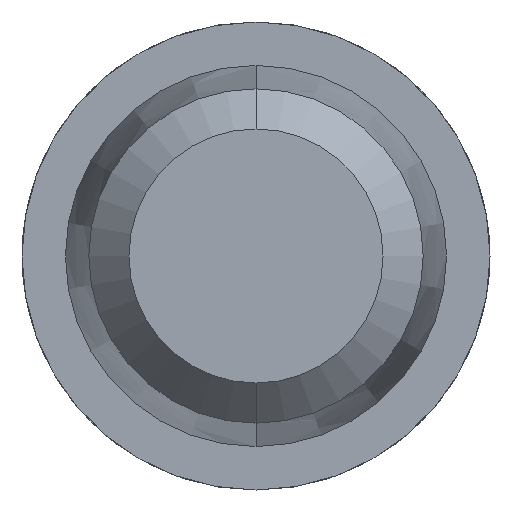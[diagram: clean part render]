
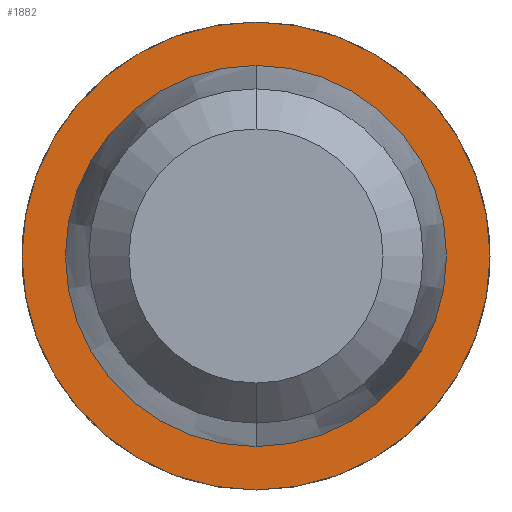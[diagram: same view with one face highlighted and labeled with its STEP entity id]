
A CAD part, front view. The second image highlights one B-rep face of the part: STEP entity #1882.
In plain terms, the highlighted planar face has unit normal (0, -1, 0).
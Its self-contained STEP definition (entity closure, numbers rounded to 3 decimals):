
#101 = AXIS2_PLACEMENT_3D ( 'NONE', #866, #530, #1811 ) ;
#182 = AXIS2_PLACEMENT_3D ( 'NONE', #3842, #1950, #708 ) ;
#316 = EDGE_CURVE ( 'Defeature ausgef�hrt1_14+Defeature ausgef�hrt1_15+Defeature ausgef�hrt1_15+Defeature ausgef�hrt1_15', #1189, #1790, #3702, .T. ) ;
#322 = AXIS2_PLACEMENT_3D ( 'NONE', #889, #543, #1205 ) ;
#530 = DIRECTION ( 'NONE',  ( 0., -1., 0. ) ) ;
#542 = CIRCLE ( 'NONE', #3798, 0.7 ) ;
#543 = DIRECTION ( 'NONE',  ( 0., -1., 0. ) ) ;
#607 = CARTESIAN_POINT ( 'NONE',  ( 0., 26., -0.57 ) ) ;
#708 = DIRECTION ( 'NONE',  ( 0., 0., -1. ) ) ;
#866 = CARTESIAN_POINT ( 'NONE',  ( 0., 26., 0. ) ) ;
#889 = CARTESIAN_POINT ( 'NONE',  ( 0., 26., 0. ) ) ;
#986 = ORIENTED_EDGE ( 'NONE', *, *, #2425, .F. ) ;
#1097 = VERTEX_POINT ( 'NONE', #2494 ) ;
#1189 = VERTEX_POINT ( 'NONE', #3779 ) ;
#1205 = DIRECTION ( 'NONE',  ( 0., 0., -1. ) ) ;
#1368 = FACE_BOUND ( 'NONE', #1731, .T. ) ;
#1422 = EDGE_LOOP ( 'NONE', ( #1718, #2232 ) ) ;
#1639 = PLANE ( 'NONE',  #182 ) ;
#1718 = ORIENTED_EDGE ( 'NONE', *, *, #2874, .T. ) ;
#1731 = EDGE_LOOP ( 'NONE', ( #2994, #986 ) ) ;
#1778 = VERTEX_POINT ( 'NONE', #2249 ) ;
#1790 = VERTEX_POINT ( 'NONE', #607 ) ;
#1808 = DIRECTION ( 'NONE',  ( 0., -1., 0. ) ) ;
#1811 = DIRECTION ( 'NONE',  ( 0., 0., -1. ) ) ;
#1882 = ADVANCED_FACE ( 'Defeature ausgef�hrt1_15', ( #2804, #1368 ), #1639, .T. ) ;
#1950 = DIRECTION ( 'NONE',  ( 0., -1., 0. ) ) ;
#2109 = DIRECTION ( 'NONE',  ( 0., 0., -1. ) ) ;
#2232 = ORIENTED_EDGE ( 'NONE', *, *, #2847, .T. ) ;
#2249 = CARTESIAN_POINT ( 'NONE',  ( 0., 26., 0.7 ) ) ;
#2279 = AXIS2_PLACEMENT_3D ( 'NONE', #3195, #3810, #2282 ) ;
#2282 = DIRECTION ( 'NONE',  ( 0., 0., -1. ) ) ;
#2409 = CARTESIAN_POINT ( 'NONE',  ( 0., 26., 0. ) ) ;
#2425 = EDGE_CURVE ( 'Defeature ausgef�hrt1_14+Defeature ausgef�hrt1_15+Defeature ausgef�hrt1_15+Defeature ausgef�hrt1_15', #1790, #1189, #2679, .T. ) ;
#2494 = CARTESIAN_POINT ( 'NONE',  ( 0., 26., -0.7 ) ) ;
#2679 = CIRCLE ( 'NONE', #101, 0.57 ) ;
#2804 = FACE_OUTER_BOUND ( 'NONE', #1422, .T. ) ;
#2847 = EDGE_CURVE ( 'Defeature ausgef�hrt1_15+Defeature ausgef�hrt1_16+Defeature ausgef�hrt1_16+Defeature ausgef�hrt1_16', #1778, #1097, #3972, .T. ) ;
#2874 = EDGE_CURVE ( 'Defeature ausgef�hrt1_15+Defeature ausgef�hrt1_16+Defeature ausgef�hrt1_16+Defeature ausgef�hrt1_16', #1097, #1778, #542, .T. ) ;
#2994 = ORIENTED_EDGE ( 'NONE', *, *, #316, .F. ) ;
#3195 = CARTESIAN_POINT ( 'NONE',  ( 0., 26., 0. ) ) ;
#3702 = CIRCLE ( 'NONE', #2279, 0.57 ) ;
#3779 = CARTESIAN_POINT ( 'NONE',  ( 0., 26., 0.57 ) ) ;
#3798 = AXIS2_PLACEMENT_3D ( 'NONE', #2409, #1808, #2109 ) ;
#3810 = DIRECTION ( 'NONE',  ( 0., -1., 0. ) ) ;
#3842 = CARTESIAN_POINT ( 'NONE',  ( 0.57, 26., 0. ) ) ;
#3972 = CIRCLE ( 'NONE', #322, 0.7 ) ;
